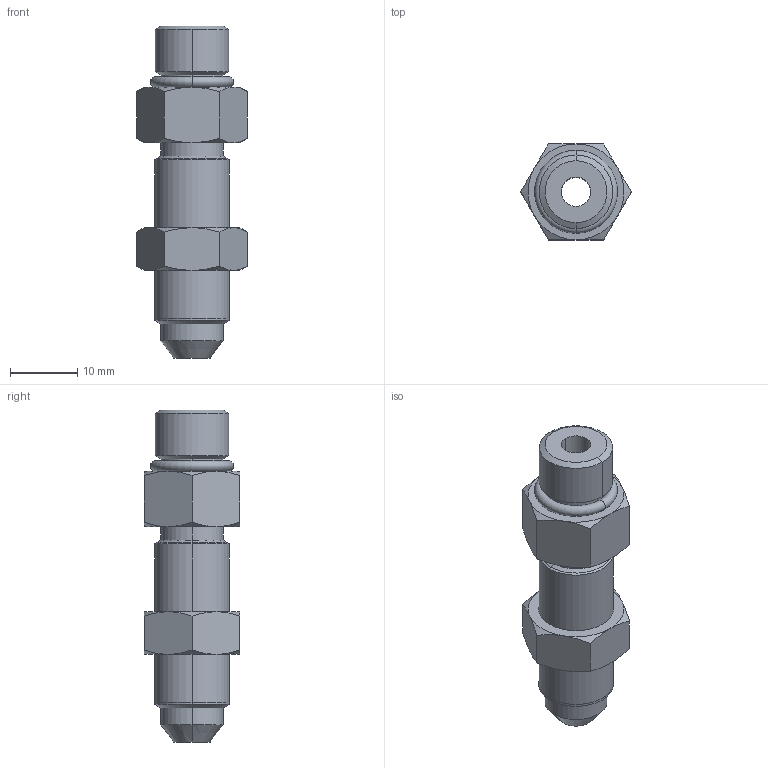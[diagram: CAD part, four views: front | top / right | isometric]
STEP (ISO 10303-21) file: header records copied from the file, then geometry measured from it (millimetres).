
FILE_DESCRIPTION((''),'2;1');
FILE_NAME('ILC30805144','2022-09-06T10:55:41',('rkuestersteffen'),(''),'CREO PARAMETRIC BY PTC INC, 2021164','CREO PARAMETRIC BY PTC INC, 2021164','');
FILE_SCHEMA(('AUTOMOTIVE_DESIGN { 1 0 10303 214 1 1 1 1 }'));
Length unit declared in the file: inch
Products named in the file (1): ILC30805144
Bounding box: 16.51 x 14.3 x 49.53 mm (x, y, z)
Volume: 4912.2 mm3; surface area: 4019.1 mm2
Topology: 1 solids, 4 shells, 78 faces, 170 edges, 100 vertices
Faces by surface type: cone 34, cylinder 22, plane 20, torus 2
Entity records: 3119 total; most frequent: CARTESIAN_POINT 716, DIRECTION 383, ORIENTED_EDGE 328, PRESENTATION_STYLE_ASSIGNMENT 181, STYLED_ITEM 179, CURVE_STYLE 175, EDGE_CURVE 170, AXIS2_PLACEMENT_3D 166
